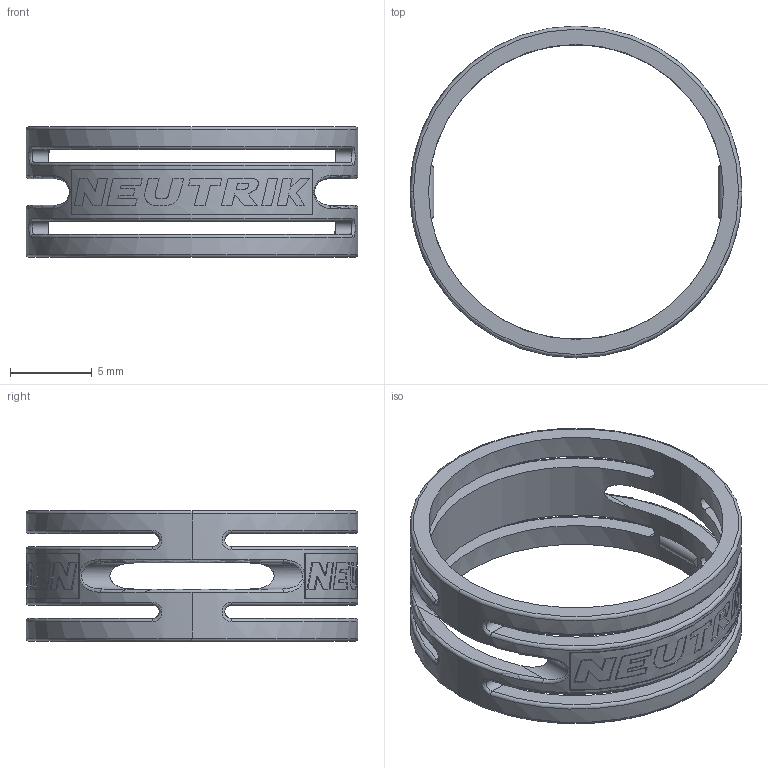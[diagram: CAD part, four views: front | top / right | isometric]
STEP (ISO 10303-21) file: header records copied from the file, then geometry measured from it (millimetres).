
FILE_DESCRIPTION((''),'2;1');
FILE_NAME('91216791','2022-02-04T10:17:40',('roman.schuster'),(''),'CREO PARAMETRIC BY PTC INC, 2021184','CREO PARAMETRIC BY PTC INC, 2021184','');
FILE_SCHEMA(('CONFIG_CONTROL_DESIGN'));
Length unit declared in the file: millimetre
Products named in the file (1): 91216791
Bounding box: 20.3 x 20.3 x 8 mm (x, y, z)
Volume: 396.2 mm3; surface area: 1136.7 mm2
Topology: 1 solids, 1 shells, 228 faces, 608 edges, 396 vertices
Faces by surface type: plane 84, extrusion 80, cylinder 36, torus 16, bspline 12
Entity records: 9313 total; most frequent: CARTESIAN_POINT 3835, ORIENTED_EDGE 1216, DIRECTION 956, EDGE_CURVE 608, VERTEX_POINT 396, AXIS2_PLACEMENT_3D 344, B_SPLINE_CURVE_WITH_KNOTS 292, VECTOR 268
